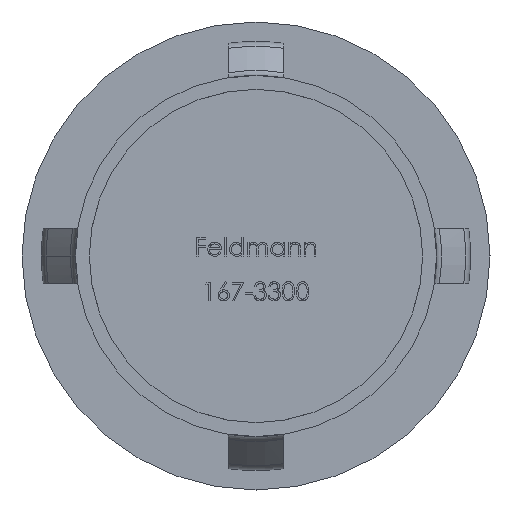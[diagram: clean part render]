
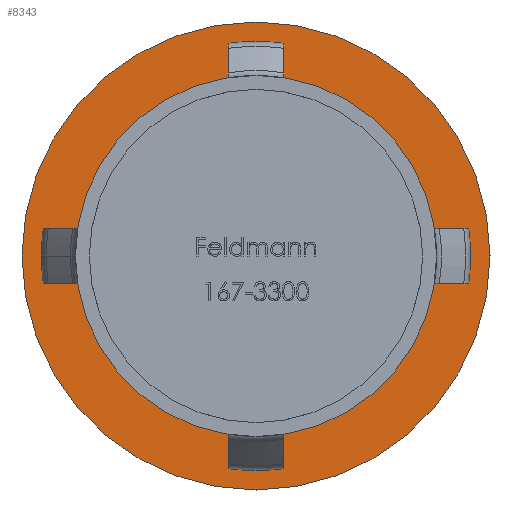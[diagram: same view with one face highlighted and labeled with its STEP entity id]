
A CAD part, front view. The second image highlights one B-rep face of the part: STEP entity #8343.
In plain terms, the highlighted planar face has unit normal (0, -1, 0).
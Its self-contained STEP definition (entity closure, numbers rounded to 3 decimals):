
#135 = CARTESIAN_POINT ( 'NONE',  ( 0., 23.7, 0. ) ) ;
#351 = DIRECTION ( 'NONE',  ( 0., 1., 0. ) ) ;
#951 = DIRECTION ( 'NONE',  ( -1., 0., 0. ) ) ;
#1209 = CARTESIAN_POINT ( 'NONE',  ( 16.85, 23.7, 0. ) ) ;
#1825 = FACE_OUTER_BOUND ( 'NONE', #6909, .T. ) ;
#2144 = DIRECTION ( 'NONE',  ( 0., 1., 0. ) ) ;
#2520 = CARTESIAN_POINT ( 'NONE',  ( -16.85, 23.7, 0. ) ) ;
#2570 = AXIS2_PLACEMENT_3D ( 'NONE', #15179, #2144, #8098 ) ;
#2580 = FACE_BOUND ( 'NONE', #12715, .T. ) ;
#3020 = ORIENTED_EDGE ( 'NONE', *, *, #14148, .T. ) ;
#3139 = CIRCLE ( 'NONE', #2570, 13. ) ;
#3155 = VERTEX_POINT ( 'NONE', #1209 ) ;
#3538 = CARTESIAN_POINT ( 'NONE',  ( 0., 23.7, 0. ) ) ;
#3574 = ORIENTED_EDGE ( 'NONE', *, *, #10743, .F. ) ;
#4511 = CARTESIAN_POINT ( 'NONE',  ( -13., 23.7, 0. ) ) ;
#4688 = ORIENTED_EDGE ( 'NONE', *, *, #8546, .T. ) ;
#4768 = AXIS2_PLACEMENT_3D ( 'NONE', #8105, #10469, #951 ) ;
#4808 = CIRCLE ( 'NONE', #14883, 16.85 ) ;
#5295 = DIRECTION ( 'NONE',  ( -1., 0., 0. ) ) ;
#5850 = DIRECTION ( 'NONE',  ( -1., 0., 0. ) ) ;
#6009 = DIRECTION ( 'NONE',  ( 0., 1., 0. ) ) ;
#6909 = EDGE_LOOP ( 'NONE', ( #3574, #9660 ) ) ;
#7885 = AXIS2_PLACEMENT_3D ( 'NONE', #135, #8490, #12090 ) ;
#8098 = DIRECTION ( 'NONE',  ( -1., 0., 0. ) ) ;
#8105 = CARTESIAN_POINT ( 'NONE',  ( 0., 23.7, 0. ) ) ;
#8252 = VERTEX_POINT ( 'NONE', #15308 ) ;
#8343 = ADVANCED_FACE ( 'NONE', ( #1825, #2580 ), #13586, .F. ) ;
#8490 = DIRECTION ( 'NONE',  ( 0., 1., 0. ) ) ;
#8546 = EDGE_CURVE ( 'NONE', #9149, #8252, #15437, .T. ) ;
#9149 = VERTEX_POINT ( 'NONE', #4511 ) ;
#9660 = ORIENTED_EDGE ( 'NONE', *, *, #14888, .F. ) ;
#9916 = CARTESIAN_POINT ( 'NONE',  ( 16.85, 23.7, 0. ) ) ;
#10240 = CIRCLE ( 'NONE', #7885, 16.85 ) ;
#10469 = DIRECTION ( 'NONE',  ( 0., 1., 0. ) ) ;
#10743 = EDGE_CURVE ( 'NONE', #13032, #3155, #10240, .T. ) ;
#12090 = DIRECTION ( 'NONE',  ( -1., 0., 0. ) ) ;
#12715 = EDGE_LOOP ( 'NONE', ( #4688, #3020 ) ) ;
#12776 = AXIS2_PLACEMENT_3D ( 'NONE', #9916, #351, #5295 ) ;
#13032 = VERTEX_POINT ( 'NONE', #2520 ) ;
#13586 = PLANE ( 'NONE',  #12776 ) ;
#14148 = EDGE_CURVE ( 'NONE', #8252, #9149, #3139, .T. ) ;
#14883 = AXIS2_PLACEMENT_3D ( 'NONE', #3538, #6009, #5850 ) ;
#14888 = EDGE_CURVE ( 'NONE', #3155, #13032, #4808, .T. ) ;
#15179 = CARTESIAN_POINT ( 'NONE',  ( 0., 23.7, 0. ) ) ;
#15308 = CARTESIAN_POINT ( 'NONE',  ( 13., 23.7, 0. ) ) ;
#15437 = CIRCLE ( 'NONE', #4768, 13. ) ;
